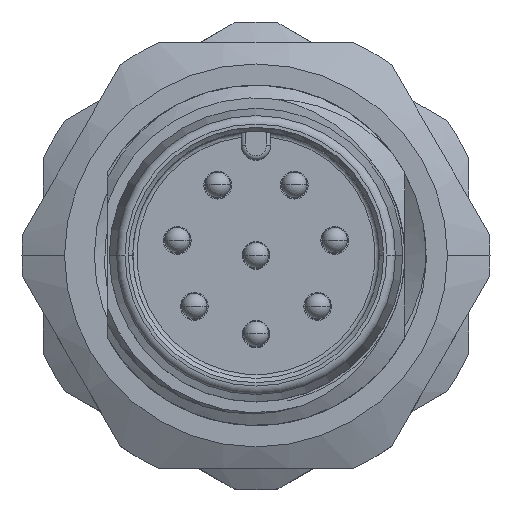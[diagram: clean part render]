
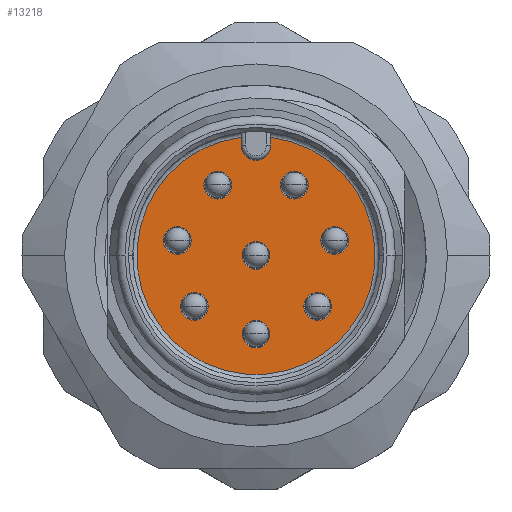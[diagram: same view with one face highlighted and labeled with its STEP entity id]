
A CAD part, top view. The second image highlights one B-rep face of the part: STEP entity #13218.
In plain terms, the highlighted planar face has unit normal (0, 0, 1).
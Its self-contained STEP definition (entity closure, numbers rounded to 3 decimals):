
#11049=CARTESIAN_POINT('',(0.,-1.85,7.));
#11050=DIRECTION('',(0.,0.,1.));
#11051=DIRECTION('',(-1.,0.,0.));
#11052=AXIS2_PLACEMENT_3D('',#11049,#11050,#11051);
#11054=CARTESIAN_POINT('',(0.,-1.85,7.));
#11055=DIRECTION('',(0.,0.,1.));
#11056=DIRECTION('',(1.,0.,0.));
#11057=AXIS2_PLACEMENT_3D('',#11054,#11055,#11056);
#11059=CARTESIAN_POINT('',(-1.45,-1.2,7.));
#11060=DIRECTION('',(0.,0.,1.));
#11061=DIRECTION('',(-1.,0.,0.));
#11062=AXIS2_PLACEMENT_3D('',#11059,#11060,#11061);
#11064=CARTESIAN_POINT('',(-1.45,-1.2,7.));
#11065=DIRECTION('',(0.,0.,1.));
#11066=DIRECTION('',(1.,0.,0.));
#11067=AXIS2_PLACEMENT_3D('',#11064,#11065,#11066);
#11069=CARTESIAN_POINT('',(-1.85,0.35,7.));
#11070=DIRECTION('',(0.,0.,1.));
#11071=DIRECTION('',(-1.,0.,0.));
#11072=AXIS2_PLACEMENT_3D('',#11069,#11070,#11071);
#11074=CARTESIAN_POINT('',(-1.85,0.35,7.));
#11075=DIRECTION('',(0.,0.,1.));
#11076=DIRECTION('',(1.,0.,0.));
#11077=AXIS2_PLACEMENT_3D('',#11074,#11075,#11076);
#11079=CARTESIAN_POINT('',(0.,0.,7.));
#11080=DIRECTION('',(0.,0.,1.));
#11081=DIRECTION('',(-1.,0.,0.));
#11082=AXIS2_PLACEMENT_3D('',#11079,#11080,#11081);
#11084=CARTESIAN_POINT('',(0.,0.,7.));
#11085=DIRECTION('',(0.,0.,1.));
#11086=DIRECTION('',(1.,0.,0.));
#11087=AXIS2_PLACEMENT_3D('',#11084,#11085,#11086);
#11089=CARTESIAN_POINT('',(1.45,-1.2,7.));
#11090=DIRECTION('',(0.,0.,1.));
#11091=DIRECTION('',(-1.,0.,0.));
#11092=AXIS2_PLACEMENT_3D('',#11089,#11090,#11091);
#11094=CARTESIAN_POINT('',(1.45,-1.2,7.));
#11095=DIRECTION('',(0.,0.,1.));
#11096=DIRECTION('',(1.,0.,0.));
#11097=AXIS2_PLACEMENT_3D('',#11094,#11095,#11096);
#11099=CARTESIAN_POINT('',(1.85,0.35,7.));
#11100=DIRECTION('',(0.,0.,1.));
#11101=DIRECTION('',(-1.,0.,0.));
#11102=AXIS2_PLACEMENT_3D('',#11099,#11100,#11101);
#11104=CARTESIAN_POINT('',(1.85,0.35,7.));
#11105=DIRECTION('',(0.,0.,1.));
#11106=DIRECTION('',(1.,0.,0.));
#11107=AXIS2_PLACEMENT_3D('',#11104,#11105,#11106);
#11109=CARTESIAN_POINT('',(0.9,1.65,7.));
#11110=DIRECTION('',(0.,0.,1.));
#11111=DIRECTION('',(-1.,0.,0.));
#11112=AXIS2_PLACEMENT_3D('',#11109,#11110,#11111);
#11114=CARTESIAN_POINT('',(0.9,1.65,7.));
#11115=DIRECTION('',(0.,0.,1.));
#11116=DIRECTION('',(1.,0.,0.));
#11117=AXIS2_PLACEMENT_3D('',#11114,#11115,#11116);
#11119=CARTESIAN_POINT('',(-0.9,1.65,7.));
#11120=DIRECTION('',(0.,0.,1.));
#11121=DIRECTION('',(-1.,0.,0.));
#11122=AXIS2_PLACEMENT_3D('',#11119,#11120,#11121);
#11124=CARTESIAN_POINT('',(-0.9,1.65,7.));
#11125=DIRECTION('',(0.,0.,1.));
#11126=DIRECTION('',(1.,0.,0.));
#11127=AXIS2_PLACEMENT_3D('',#11124,#11125,#11126);
#11129=DIRECTION('',(0.,-1.,0.));
#11130=VECTOR('',#11129,0.192);
#11131=CARTESIAN_POINT('',(-0.35,2.778,7.));
#11132=LINE('',#11131,#11130);
#11133=CARTESIAN_POINT('',(0.,2.586,7.));
#11134=DIRECTION('',(0.,0.,1.));
#11135=DIRECTION('',(-1.,0.,0.));
#11136=AXIS2_PLACEMENT_3D('',#11133,#11134,#11135);
#11138=DIRECTION('',(0.,1.,0.));
#11139=VECTOR('',#11138,0.192);
#11140=CARTESIAN_POINT('',(0.35,2.586,7.));
#11141=LINE('',#11140,#11139);
#11268=CARTESIAN_POINT('',(0.,0.,7.));
#11269=DIRECTION('',(0.,0.,1.));
#11270=DIRECTION('',(-0.125,0.992,0.));
#11271=AXIS2_PLACEMENT_3D('',#11268,#11269,#11270);
#11282=CARTESIAN_POINT('',(0.35,2.778,7.));
#11347=CARTESIAN_POINT('',(-0.35,2.778,7.));
#12285=CARTESIAN_POINT('',(-0.35,2.586,7.));
#12286=CARTESIAN_POINT('',(0.35,2.586,7.));
#12287=VERTEX_POINT('',#12285);
#12288=VERTEX_POINT('',#12286);
#12289=CARTESIAN_POINT('',(-0.325,-1.85,7.));
#12290=CARTESIAN_POINT('',(0.325,-1.85,7.));
#12291=VERTEX_POINT('',#12289);
#12292=VERTEX_POINT('',#12290);
#12293=CARTESIAN_POINT('',(-1.775,-1.2,7.));
#12294=CARTESIAN_POINT('',(-1.125,-1.2,7.));
#12295=VERTEX_POINT('',#12293);
#12296=VERTEX_POINT('',#12294);
#12297=CARTESIAN_POINT('',(-2.175,0.35,7.));
#12298=CARTESIAN_POINT('',(-1.525,0.35,7.));
#12299=VERTEX_POINT('',#12297);
#12300=VERTEX_POINT('',#12298);
#12301=CARTESIAN_POINT('',(-0.325,0.,7.));
#12302=CARTESIAN_POINT('',(0.325,0.,7.));
#12303=VERTEX_POINT('',#12301);
#12304=VERTEX_POINT('',#12302);
#12305=CARTESIAN_POINT('',(1.125,-1.2,7.));
#12306=CARTESIAN_POINT('',(1.775,-1.2,7.));
#12307=VERTEX_POINT('',#12305);
#12308=VERTEX_POINT('',#12306);
#12309=CARTESIAN_POINT('',(1.525,0.35,7.));
#12310=CARTESIAN_POINT('',(2.175,0.35,7.));
#12311=VERTEX_POINT('',#12309);
#12312=VERTEX_POINT('',#12310);
#12313=CARTESIAN_POINT('',(0.575,1.65,7.));
#12314=CARTESIAN_POINT('',(1.225,1.65,7.));
#12315=VERTEX_POINT('',#12313);
#12316=VERTEX_POINT('',#12314);
#12317=CARTESIAN_POINT('',(-1.225,1.65,7.));
#12318=CARTESIAN_POINT('',(-0.575,1.65,7.));
#12319=VERTEX_POINT('',#12317);
#12320=VERTEX_POINT('',#12318);
#12321=VERTEX_POINT('',#11282);
#12324=VERTEX_POINT('',#11347);
#13157=CARTESIAN_POINT('',(0.,0.,7.));
#13158=DIRECTION('',(0.,0.,1.));
#13159=DIRECTION('',(-1.,0.,0.));
#13160=AXIS2_PLACEMENT_3D('',#13157,#13158,#13159);
#13161=PLANE('',#13160);
#13163=ORIENTED_EDGE('',*,*,#13162,.F.);
#13165=ORIENTED_EDGE('',*,*,#13164,.T.);
#13167=ORIENTED_EDGE('',*,*,#13166,.T.);
#13169=ORIENTED_EDGE('',*,*,#13168,.T.);
#13170=EDGE_LOOP('',(#13163,#13165,#13167,#13169));
#13171=FACE_OUTER_BOUND('',#13170,.F.);
#13173=ORIENTED_EDGE('',*,*,#13172,.T.);
#13175=ORIENTED_EDGE('',*,*,#13174,.T.);
#13176=EDGE_LOOP('',(#13173,#13175));
#13177=FACE_BOUND('',#13176,.F.);
#13179=ORIENTED_EDGE('',*,*,#13178,.T.);
#13181=ORIENTED_EDGE('',*,*,#13180,.T.);
#13182=EDGE_LOOP('',(#13179,#13181));
#13183=FACE_BOUND('',#13182,.F.);
#13185=ORIENTED_EDGE('',*,*,#13184,.T.);
#13187=ORIENTED_EDGE('',*,*,#13186,.T.);
#13188=EDGE_LOOP('',(#13185,#13187));
#13189=FACE_BOUND('',#13188,.F.);
#13191=ORIENTED_EDGE('',*,*,#13190,.T.);
#13193=ORIENTED_EDGE('',*,*,#13192,.T.);
#13194=EDGE_LOOP('',(#13191,#13193));
#13195=FACE_BOUND('',#13194,.F.);
#13197=ORIENTED_EDGE('',*,*,#13196,.T.);
#13199=ORIENTED_EDGE('',*,*,#13198,.T.);
#13200=EDGE_LOOP('',(#13197,#13199));
#13201=FACE_BOUND('',#13200,.F.);
#13203=ORIENTED_EDGE('',*,*,#13202,.T.);
#13205=ORIENTED_EDGE('',*,*,#13204,.T.);
#13206=EDGE_LOOP('',(#13203,#13205));
#13207=FACE_BOUND('',#13206,.F.);
#13209=ORIENTED_EDGE('',*,*,#13208,.T.);
#13211=ORIENTED_EDGE('',*,*,#13210,.T.);
#13212=EDGE_LOOP('',(#13209,#13211));
#13213=FACE_BOUND('',#13212,.F.);
#13214=ORIENTED_EDGE('',*,*,#13137,.T.);
#13215=ORIENTED_EDGE('',*,*,#13151,.T.);
#13216=EDGE_LOOP('',(#13214,#13215));
#13217=FACE_BOUND('',#13216,.F.);
#11053=CIRCLE('',#11052,0.325);
#11058=CIRCLE('',#11057,0.325);
#11063=CIRCLE('',#11062,0.325);
#11068=CIRCLE('',#11067,0.325);
#11073=CIRCLE('',#11072,0.325);
#11078=CIRCLE('',#11077,0.325);
#11083=CIRCLE('',#11082,0.325);
#11088=CIRCLE('',#11087,0.325);
#11093=CIRCLE('',#11092,0.325);
#11098=CIRCLE('',#11097,0.325);
#11103=CIRCLE('',#11102,0.325);
#11108=CIRCLE('',#11107,0.325);
#11113=CIRCLE('',#11112,0.325);
#11118=CIRCLE('',#11117,0.325);
#11123=CIRCLE('',#11122,0.325);
#11128=CIRCLE('',#11127,0.325);
#11137=CIRCLE('',#11136,0.35);
#11272=CIRCLE('',#11271,2.8);
#13137=EDGE_CURVE('',#12291,#12292,#11053,.T.);
#13151=EDGE_CURVE('',#12292,#12291,#11058,.T.);
#13162=EDGE_CURVE('',#12324,#12321,#11272,.T.);
#13164=EDGE_CURVE('',#12324,#12287,#11132,.T.);
#13166=EDGE_CURVE('',#12287,#12288,#11137,.T.);
#13168=EDGE_CURVE('',#12288,#12321,#11141,.T.);
#13172=EDGE_CURVE('',#12295,#12296,#11063,.T.);
#13174=EDGE_CURVE('',#12296,#12295,#11068,.T.);
#13178=EDGE_CURVE('',#12299,#12300,#11073,.T.);
#13180=EDGE_CURVE('',#12300,#12299,#11078,.T.);
#13184=EDGE_CURVE('',#12303,#12304,#11083,.T.);
#13186=EDGE_CURVE('',#12304,#12303,#11088,.T.);
#13190=EDGE_CURVE('',#12307,#12308,#11093,.T.);
#13192=EDGE_CURVE('',#12308,#12307,#11098,.T.);
#13196=EDGE_CURVE('',#12311,#12312,#11103,.T.);
#13198=EDGE_CURVE('',#12312,#12311,#11108,.T.);
#13202=EDGE_CURVE('',#12315,#12316,#11113,.T.);
#13204=EDGE_CURVE('',#12316,#12315,#11118,.T.);
#13208=EDGE_CURVE('',#12319,#12320,#11123,.T.);
#13210=EDGE_CURVE('',#12320,#12319,#11128,.T.);
#13218=ADVANCED_FACE('',(#13171,#13177,#13183,#13189,#13195,#13201,#13207,
#13213,#13217),#13161,.T.);
